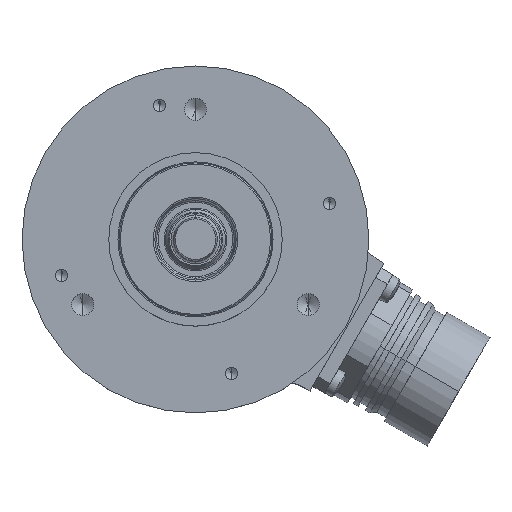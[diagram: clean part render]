
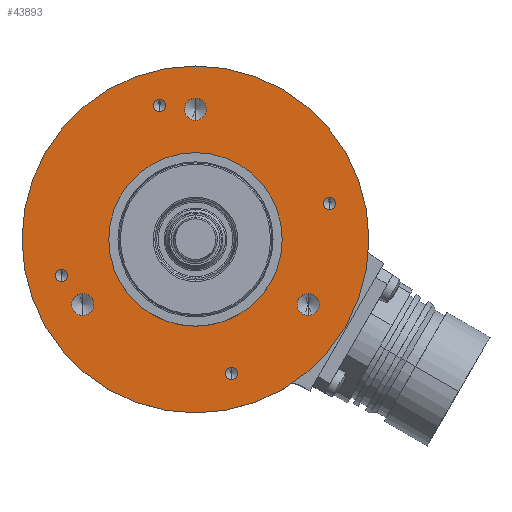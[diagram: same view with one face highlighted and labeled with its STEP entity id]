
A CAD part, top view. The second image highlights one B-rep face of the part: STEP entity #43893.
In plain terms, the highlighted planar face has unit normal (0, 0, 1).
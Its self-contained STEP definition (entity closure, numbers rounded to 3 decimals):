
#16278=CARTESIAN_POINT('',(0.,0.,22.5));
#16279=DIRECTION('',(0.,0.,1.));
#16280=DIRECTION('',(1.,0.,0.));
#16281=AXIS2_PLACEMENT_3D('',#16278,#16279,#16280);
#16292=CARTESIAN_POINT('',(0.,0.,22.5));
#16293=DIRECTION('',(0.,0.,1.));
#16294=DIRECTION('',(-1.,0.,0.));
#16295=AXIS2_PLACEMENT_3D('',#16292,#16293,#16294);
#16297=CARTESIAN_POINT('',(-24.535,-6.574,22.5));
#16298=DIRECTION('',(0.,0.,1.));
#16299=DIRECTION('',(0.,-1.,0.));
#16300=AXIS2_PLACEMENT_3D('',#16297,#16298,#16299);
#16302=CARTESIAN_POINT('',(-24.535,-6.574,22.5));
#16303=DIRECTION('',(0.,0.,1.));
#16304=DIRECTION('',(0.,1.,0.));
#16305=AXIS2_PLACEMENT_3D('',#16302,#16303,#16304);
#16307=CARTESIAN_POINT('',(-6.574,24.535,22.5));
#16308=DIRECTION('',(0.,0.,1.));
#16309=DIRECTION('',(0.,-1.,0.));
#16310=AXIS2_PLACEMENT_3D('',#16307,#16308,#16309);
#16312=CARTESIAN_POINT('',(-6.574,24.535,22.5));
#16313=DIRECTION('',(0.,0.,1.));
#16314=DIRECTION('',(0.,1.,0.));
#16315=AXIS2_PLACEMENT_3D('',#16312,#16313,#16314);
#16317=CARTESIAN_POINT('',(24.535,6.574,22.5));
#16318=DIRECTION('',(0.,0.,1.));
#16319=DIRECTION('',(0.,-1.,0.));
#16320=AXIS2_PLACEMENT_3D('',#16317,#16318,#16319);
#16322=CARTESIAN_POINT('',(24.535,6.574,22.5));
#16323=DIRECTION('',(0.,0.,1.));
#16324=DIRECTION('',(0.,1.,0.));
#16325=AXIS2_PLACEMENT_3D('',#16322,#16323,#16324);
#16327=CARTESIAN_POINT('',(6.574,-24.535,22.5));
#16328=DIRECTION('',(0.,0.,1.));
#16329=DIRECTION('',(0.,-1.,0.));
#16330=AXIS2_PLACEMENT_3D('',#16327,#16328,#16329);
#16332=CARTESIAN_POINT('',(6.574,-24.535,22.5));
#16333=DIRECTION('',(0.,0.,1.));
#16334=DIRECTION('',(0.,1.,0.));
#16335=AXIS2_PLACEMENT_3D('',#16332,#16333,#16334);
#16337=CARTESIAN_POINT('',(-20.62,-11.905,22.5));
#16338=DIRECTION('',(0.,0.,1.));
#16339=DIRECTION('',(0.,-1.,0.));
#16340=AXIS2_PLACEMENT_3D('',#16337,#16338,#16339);
#16342=CARTESIAN_POINT('',(-20.62,-11.905,22.5));
#16343=DIRECTION('',(0.,0.,1.));
#16344=DIRECTION('',(0.,1.,0.));
#16345=AXIS2_PLACEMENT_3D('',#16342,#16343,#16344);
#16347=CARTESIAN_POINT('',(0.,23.81,22.5));
#16348=DIRECTION('',(0.,0.,1.));
#16349=DIRECTION('',(0.,-1.,0.));
#16350=AXIS2_PLACEMENT_3D('',#16347,#16348,#16349);
#16352=CARTESIAN_POINT('',(0.,23.81,22.5));
#16353=DIRECTION('',(0.,0.,1.));
#16354=DIRECTION('',(0.,1.,0.));
#16355=AXIS2_PLACEMENT_3D('',#16352,#16353,#16354);
#16357=CARTESIAN_POINT('',(20.62,-11.905,22.5));
#16358=DIRECTION('',(0.,0.,1.));
#16359=DIRECTION('',(0.,-1.,0.));
#16360=AXIS2_PLACEMENT_3D('',#16357,#16358,#16359);
#16362=CARTESIAN_POINT('',(20.62,-11.905,22.5));
#16363=DIRECTION('',(0.,0.,1.));
#16364=DIRECTION('',(0.,1.,0.));
#16365=AXIS2_PLACEMENT_3D('',#16362,#16363,#16364);
#16371=CARTESIAN_POINT('',(0.,0.,22.5));
#16372=DIRECTION('',(0.,0.,1.));
#16373=DIRECTION('',(0.,1.,0.));
#16374=AXIS2_PLACEMENT_3D('',#16371,#16372,#16373);
#16390=CARTESIAN_POINT('',(0.,0.,22.5));
#16391=DIRECTION('',(0.,0.,-1.));
#16392=DIRECTION('',(0.,1.,0.));
#16393=AXIS2_PLACEMENT_3D('',#16390,#16391,#16392);
#23957=CARTESIAN_POINT('',(0.,15.875,22.5));
#23958=CARTESIAN_POINT('',(0.,-15.875,22.5));
#23959=VERTEX_POINT('',#23957);
#23960=VERTEX_POINT('',#23958);
#23969=CARTESIAN_POINT('',(31.75,0.,22.5));
#23970=CARTESIAN_POINT('',(-31.75,0.,22.5));
#23971=VERTEX_POINT('',#23969);
#23972=VERTEX_POINT('',#23970);
#23979=CARTESIAN_POINT('',(-24.535,-7.704,22.5));
#23980=CARTESIAN_POINT('',(-24.535,-5.444,22.5));
#23981=VERTEX_POINT('',#23979);
#23982=VERTEX_POINT('',#23980);
#23989=CARTESIAN_POINT('',(-6.574,23.404,22.5));
#23990=CARTESIAN_POINT('',(-6.574,25.665,22.5));
#23991=VERTEX_POINT('',#23989);
#23992=VERTEX_POINT('',#23990);
#23999=CARTESIAN_POINT('',(24.535,5.444,22.5));
#24000=CARTESIAN_POINT('',(24.535,7.704,22.5));
#24001=VERTEX_POINT('',#23999);
#24002=VERTEX_POINT('',#24000);
#24009=CARTESIAN_POINT('',(6.574,-25.665,22.5));
#24010=CARTESIAN_POINT('',(6.574,-23.404,22.5));
#24011=VERTEX_POINT('',#24009);
#24012=VERTEX_POINT('',#24010);
#24019=CARTESIAN_POINT('',(-20.62,-13.924,22.5));
#24020=CARTESIAN_POINT('',(-20.62,-9.886,22.5));
#24021=VERTEX_POINT('',#24019);
#24022=VERTEX_POINT('',#24020);
#24029=CARTESIAN_POINT('',(0.,21.791,22.5));
#24030=CARTESIAN_POINT('',(0.,25.829,22.5));
#24031=VERTEX_POINT('',#24029);
#24032=VERTEX_POINT('',#24030);
#24039=CARTESIAN_POINT('',(20.62,-13.924,22.5));
#24040=CARTESIAN_POINT('',(20.62,-9.886,22.5));
#24041=VERTEX_POINT('',#24039);
#24042=VERTEX_POINT('',#24040);
#43836=CARTESIAN_POINT('',(0.,0.,22.5));
#43837=DIRECTION('',(0.,0.,-1.));
#43838=DIRECTION('',(0.,1.,0.));
#43839=AXIS2_PLACEMENT_3D('',#43836,#43837,#43838);
#43840=PLANE('',#43839);
#43841=ORIENTED_EDGE('',*,*,#43816,.F.);
#43842=ORIENTED_EDGE('',*,*,#43830,.F.);
#43843=EDGE_LOOP('',(#43841,#43842));
#43844=FACE_OUTER_BOUND('',#43843,.F.);
#43846=ORIENTED_EDGE('',*,*,#43845,.T.);
#43848=ORIENTED_EDGE('',*,*,#43847,.F.);
#43849=EDGE_LOOP('',(#43846,#43848));
#43850=FACE_BOUND('',#43849,.F.);
#43852=ORIENTED_EDGE('',*,*,#43851,.T.);
#43854=ORIENTED_EDGE('',*,*,#43853,.T.);
#43855=EDGE_LOOP('',(#43852,#43854));
#43856=FACE_BOUND('',#43855,.F.);
#43858=ORIENTED_EDGE('',*,*,#43857,.T.);
#43860=ORIENTED_EDGE('',*,*,#43859,.T.);
#43861=EDGE_LOOP('',(#43858,#43860));
#43862=FACE_BOUND('',#43861,.F.);
#43864=ORIENTED_EDGE('',*,*,#43863,.T.);
#43866=ORIENTED_EDGE('',*,*,#43865,.T.);
#43867=EDGE_LOOP('',(#43864,#43866));
#43868=FACE_BOUND('',#43867,.F.);
#43870=ORIENTED_EDGE('',*,*,#43869,.T.);
#43872=ORIENTED_EDGE('',*,*,#43871,.T.);
#43873=EDGE_LOOP('',(#43870,#43872));
#43874=FACE_BOUND('',#43873,.F.);
#43876=ORIENTED_EDGE('',*,*,#43875,.T.);
#43878=ORIENTED_EDGE('',*,*,#43877,.T.);
#43879=EDGE_LOOP('',(#43876,#43878));
#43880=FACE_BOUND('',#43879,.F.);
#43882=ORIENTED_EDGE('',*,*,#43881,.T.);
#43884=ORIENTED_EDGE('',*,*,#43883,.T.);
#43885=EDGE_LOOP('',(#43882,#43884));
#43886=FACE_BOUND('',#43885,.F.);
#43888=ORIENTED_EDGE('',*,*,#43887,.T.);
#43890=ORIENTED_EDGE('',*,*,#43889,.T.);
#43891=EDGE_LOOP('',(#43888,#43890));
#43892=FACE_BOUND('',#43891,.F.);
#16282=CIRCLE('',#16281,31.75);
#16296=CIRCLE('',#16295,31.75);
#16301=CIRCLE('',#16300,1.13);
#16306=CIRCLE('',#16305,1.13);
#16311=CIRCLE('',#16310,1.13);
#16316=CIRCLE('',#16315,1.13);
#16321=CIRCLE('',#16320,1.13);
#16326=CIRCLE('',#16325,1.13);
#16331=CIRCLE('',#16330,1.13);
#16336=CIRCLE('',#16335,1.13);
#16341=CIRCLE('',#16340,2.019);
#16346=CIRCLE('',#16345,2.019);
#16351=CIRCLE('',#16350,2.019);
#16356=CIRCLE('',#16355,2.019);
#16361=CIRCLE('',#16360,2.019);
#16366=CIRCLE('',#16365,2.019);
#16375=CIRCLE('',#16374,15.875);
#16394=CIRCLE('',#16393,15.875);
#43816=EDGE_CURVE('',#23971,#23972,#16282,.T.);
#43830=EDGE_CURVE('',#23972,#23971,#16296,.T.);
#43845=EDGE_CURVE('',#23959,#23960,#16375,.T.);
#43847=EDGE_CURVE('',#23959,#23960,#16394,.T.);
#43851=EDGE_CURVE('',#23981,#23982,#16301,.T.);
#43853=EDGE_CURVE('',#23982,#23981,#16306,.T.);
#43857=EDGE_CURVE('',#23991,#23992,#16311,.T.);
#43859=EDGE_CURVE('',#23992,#23991,#16316,.T.);
#43863=EDGE_CURVE('',#24001,#24002,#16321,.T.);
#43865=EDGE_CURVE('',#24002,#24001,#16326,.T.);
#43869=EDGE_CURVE('',#24011,#24012,#16331,.T.);
#43871=EDGE_CURVE('',#24012,#24011,#16336,.T.);
#43875=EDGE_CURVE('',#24021,#24022,#16341,.T.);
#43877=EDGE_CURVE('',#24022,#24021,#16346,.T.);
#43881=EDGE_CURVE('',#24031,#24032,#16351,.T.);
#43883=EDGE_CURVE('',#24032,#24031,#16356,.T.);
#43887=EDGE_CURVE('',#24041,#24042,#16361,.T.);
#43889=EDGE_CURVE('',#24042,#24041,#16366,.T.);
#43893=ADVANCED_FACE('',(#43844,#43850,#43856,#43862,#43868,#43874,#43880,
#43886,#43892),#43840,.F.);
